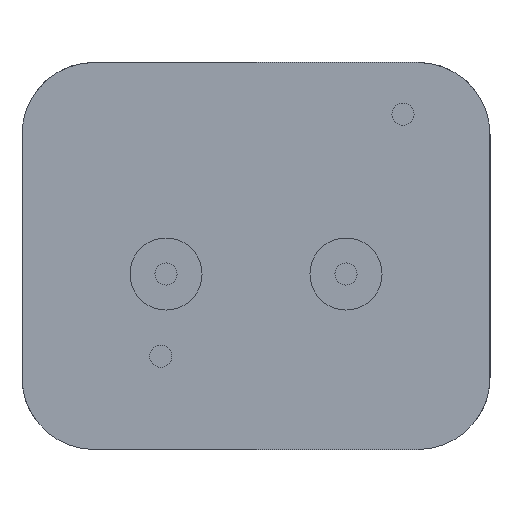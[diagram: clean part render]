
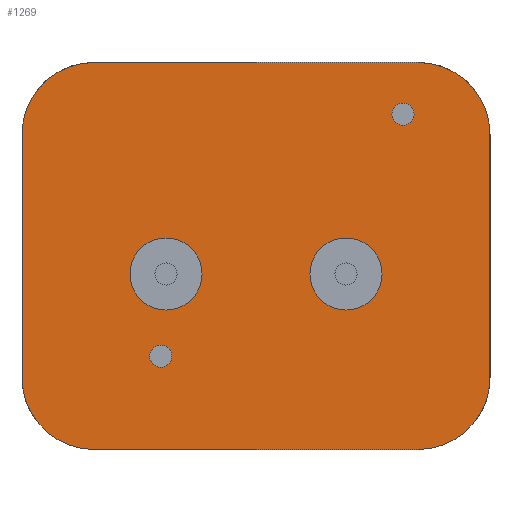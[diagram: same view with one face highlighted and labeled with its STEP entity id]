
A CAD part, left-side view. The second image highlights one B-rep face of the part: STEP entity #1269.
In plain terms, the highlighted planar face has unit normal (-1, 0, 0).
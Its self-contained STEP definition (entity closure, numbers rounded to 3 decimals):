
#46=CIRCLE('',#1326,4.);
#50=CIRCLE('',#1334,4.);
#52=CIRCLE('',#1339,1.23);
#53=CIRCLE('',#1340,1.23);
#54=CIRCLE('',#1341,8.);
#55=CIRCLE('',#1342,8.);
#56=CIRCLE('',#1343,8.);
#57=CIRCLE('',#1344,8.);
#150=ORIENTED_EDGE('',*,*,#382,.F.);
#151=ORIENTED_EDGE('',*,*,#383,.F.);
#152=ORIENTED_EDGE('',*,*,#380,.F.);
#153=ORIENTED_EDGE('',*,*,#376,.F.);
#154=ORIENTED_EDGE('',*,*,#372,.T.);
#155=ORIENTED_EDGE('',*,*,#384,.T.);
#156=ORIENTED_EDGE('',*,*,#385,.T.);
#157=ORIENTED_EDGE('',*,*,#386,.T.);
#158=ORIENTED_EDGE('',*,*,#338,.F.);
#159=ORIENTED_EDGE('',*,*,#387,.T.);
#160=ORIENTED_EDGE('',*,*,#364,.F.);
#161=ORIENTED_EDGE('',*,*,#388,.T.);
#338=EDGE_CURVE('',#458,#459,#546,.T.);
#364=EDGE_CURVE('',#482,#483,#570,.T.);
#372=EDGE_CURVE('',#491,#490,#578,.T.);
#376=EDGE_CURVE('',#494,#494,#46,.T.);
#380=EDGE_CURVE('',#498,#498,#50,.T.);
#382=EDGE_CURVE('',#500,#500,#52,.T.);
#383=EDGE_CURVE('',#501,#501,#53,.T.);
#384=EDGE_CURVE('',#490,#502,#54,.F.);
#385=EDGE_CURVE('',#502,#503,#580,.T.);
#386=EDGE_CURVE('',#503,#459,#55,.F.);
#387=EDGE_CURVE('',#458,#483,#56,.F.);
#388=EDGE_CURVE('',#482,#491,#57,.F.);
#458=VERTEX_POINT('',#1713);
#459=VERTEX_POINT('',#1714);
#482=VERTEX_POINT('',#1767);
#483=VERTEX_POINT('',#1768);
#490=VERTEX_POINT('',#1783);
#491=VERTEX_POINT('',#1785);
#494=VERTEX_POINT('',#1794);
#498=VERTEX_POINT('',#1806);
#500=VERTEX_POINT('',#1813);
#501=VERTEX_POINT('',#1815);
#502=VERTEX_POINT('',#1817);
#503=VERTEX_POINT('',#1819);
#546=LINE('',#1712,#614);
#570=LINE('',#1766,#638);
#578=LINE('',#1784,#646);
#580=LINE('',#1818,#648);
#614=VECTOR('',#1429,1000.);
#638=VECTOR('',#1465,1000.);
#646=VECTOR('',#1475,1000.);
#648=VECTOR('',#1517,1000.);
#699=EDGE_LOOP('',(#150));
#700=EDGE_LOOP('',(#151));
#701=EDGE_LOOP('',(#152));
#702=EDGE_LOOP('',(#153));
#703=EDGE_LOOP('',(#154,#155,#156,#157,#158,#159,#160,#161));
#781=FACE_BOUND('',#699,.T.);
#782=FACE_BOUND('',#700,.T.);
#783=FACE_BOUND('',#701,.T.);
#784=FACE_BOUND('',#702,.T.);
#785=FACE_BOUND('',#703,.T.);
#853=PLANE('',#1338);
#1269=ADVANCED_FACE('',(#781,#782,#783,#784,#785),#853,.F.);
#1326=AXIS2_PLACEMENT_3D('',#1793,#1485,#1486);
#1334=AXIS2_PLACEMENT_3D('',#1805,#1501,#1502);
#1338=AXIS2_PLACEMENT_3D('',#1811,#1509,#1510);
#1339=AXIS2_PLACEMENT_3D('',#1812,#1511,#1512);
#1340=AXIS2_PLACEMENT_3D('',#1814,#1513,#1514);
#1341=AXIS2_PLACEMENT_3D('',#1816,#1515,#1516);
#1342=AXIS2_PLACEMENT_3D('',#1820,#1518,#1519);
#1343=AXIS2_PLACEMENT_3D('',#1821,#1520,#1521);
#1344=AXIS2_PLACEMENT_3D('',#1822,#1522,#1523);
#1429=DIRECTION('',(0.,0.,-1.));
#1465=DIRECTION('',(0.,-1.,0.));
#1475=DIRECTION('',(0.,0.,-1.));
#1485=DIRECTION('',(-1.,0.,0.));
#1486=DIRECTION('',(0.,0.,-1.));
#1501=DIRECTION('',(-1.,0.,0.));
#1502=DIRECTION('',(0.,0.,-1.));
#1509=DIRECTION('',(1.,0.,0.));
#1510=DIRECTION('',(0.,0.,-1.));
#1511=DIRECTION('',(-1.,0.,0.));
#1512=DIRECTION('',(0.,-1.,0.));
#1513=DIRECTION('',(-1.,0.,0.));
#1514=DIRECTION('',(0.,-1.,0.));
#1515=DIRECTION('',(1.,0.,0.));
#1516=DIRECTION('',(0.,0.,-1.));
#1517=DIRECTION('',(0.,-1.,0.));
#1518=DIRECTION('',(1.,0.,0.));
#1519=DIRECTION('',(0.,0.,-1.));
#1520=DIRECTION('',(1.,0.,0.));
#1521=DIRECTION('',(0.,0.,-1.));
#1522=DIRECTION('',(1.,0.,0.));
#1523=DIRECTION('',(0.,0.,-1.));
#1712=CARTESIAN_POINT('',(-51.,-26.,43.));
#1713=CARTESIAN_POINT('',(-51.,-26.,35.));
#1714=CARTESIAN_POINT('',(-51.,-26.,8.));
#1766=CARTESIAN_POINT('',(-51.,26.,43.));
#1767=CARTESIAN_POINT('',(-51.,18.,43.));
#1768=CARTESIAN_POINT('',(-51.,-18.,43.));
#1783=CARTESIAN_POINT('',(-51.,26.,8.));
#1784=CARTESIAN_POINT('',(-51.,26.,43.));
#1785=CARTESIAN_POINT('',(-51.,26.,35.));
#1793=CARTESIAN_POINT('',(-51.,10.,19.5));
#1794=CARTESIAN_POINT('',(-51.,10.,15.5));
#1805=CARTESIAN_POINT('',(-51.,-10.,19.5));
#1806=CARTESIAN_POINT('',(-51.,-10.,15.5));
#1811=CARTESIAN_POINT('',(-51.,26.,43.));
#1812=CARTESIAN_POINT('',(-51.,-16.327,37.256));
#1813=CARTESIAN_POINT('',(-51.,-17.556,37.256));
#1814=CARTESIAN_POINT('',(-51.,10.573,10.355));
#1815=CARTESIAN_POINT('',(-51.,9.344,10.355));
#1816=CARTESIAN_POINT('',(-51.,18.,8.));
#1817=CARTESIAN_POINT('',(-51.,18.,0.));
#1818=CARTESIAN_POINT('',(-51.,26.,0.));
#1819=CARTESIAN_POINT('',(-51.,-18.,0.));
#1820=CARTESIAN_POINT('',(-51.,-18.,8.));
#1821=CARTESIAN_POINT('',(-51.,-18.,35.));
#1822=CARTESIAN_POINT('',(-51.,18.,35.));
